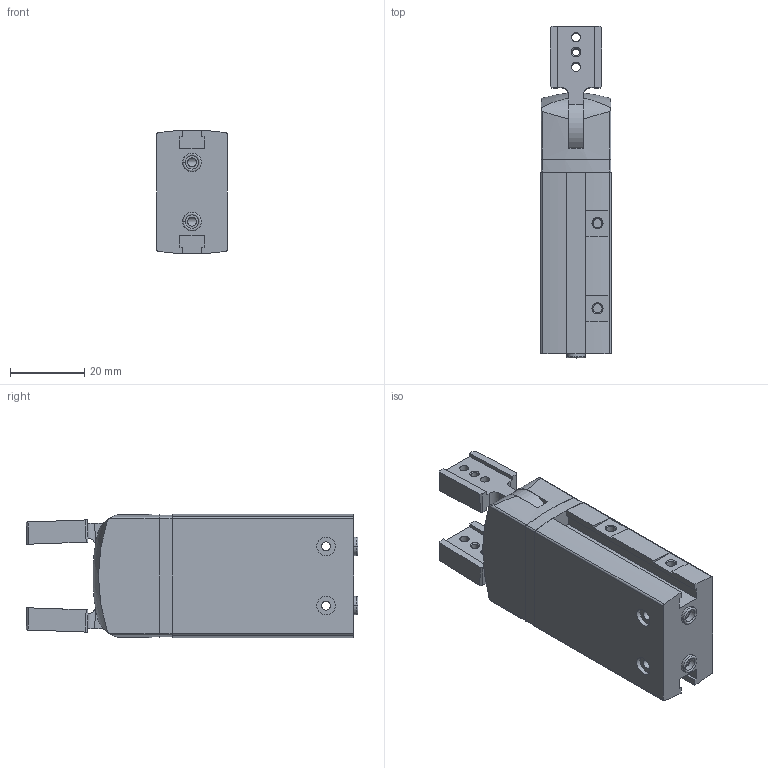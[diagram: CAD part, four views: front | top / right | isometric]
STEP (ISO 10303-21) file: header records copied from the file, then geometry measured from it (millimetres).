
FILE_DESCRIPTION(/* description */ ('STEP AP214'),/* implementation_level */ '2;1');
FILE_NAME(/* name */ '1310161_DHRS-16-A-NC',/* time_stamp */ '2024-08-19T21:16:53+02:00',/* author */ ('License CC BY-ND 4.0'),/* organization */ ('CADENAS'),/* preprocessor_version */ 'ST-DEVELOPER v19.3',/* originating_system */ 'PARTsolutions',/* authorisation */ ' ');
FILE_SCHEMA (('AUTOMOTIVE_DESIGN {1 0 10303 214 3 1 1}'));
Length unit declared in the file: millimetre
Products named in the file (4): 1310161 DHRS-16-A-NC---(0); 1310161 DHRS-16-A-NC---(Geh); 1310161 DHRS-16-A-NC---(Griff); 8146543 ZBH-5-B
Assembly tree (5 placements, depth 2):
  1310161 DHRS-16-A-NC---(0)
    1310161 DHRS-16-A-NC---(Geh)
    1310161 DHRS-16-A-NC---(Griff)  x2
    8146543 ZBH-5-B  x2
Bounding box: 19 x 89.53 x 33.36 mm (x, y, z)
Volume: 41537.7 mm3; surface area: 14087.9 mm2
Topology: 5 solids, 5 shells, 181 faces, 460 edges, 300 vertices
Faces by surface type: plane 108, cylinder 62, cone 6, torus 5
Full cylindrical faces by diameter (mm): 2 x2, 2.459 x10, 5 x6
Entity records: 5022 total; most frequent: CARTESIAN_POINT 807, DIRECTION 725, ORIENTED_EDGE 674, EDGE_CURVE 337, AXIS2_PLACEMENT_3D 264, VERTEX_POINT 234, LINE 197, VECTOR 197
